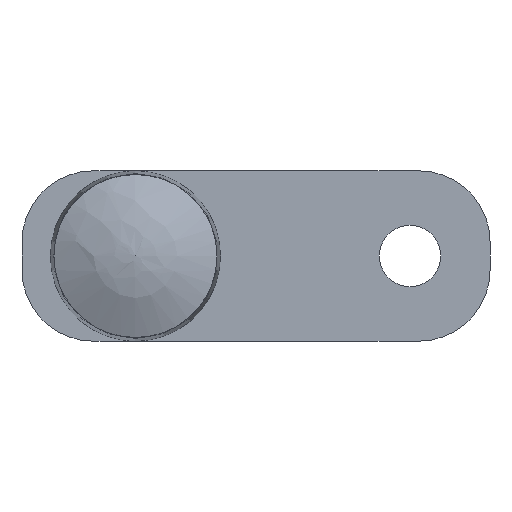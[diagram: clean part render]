
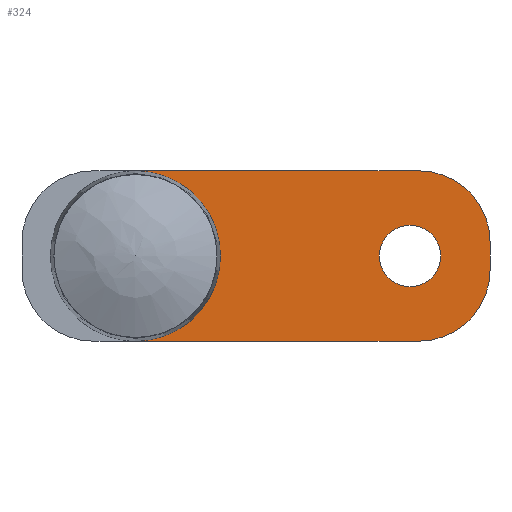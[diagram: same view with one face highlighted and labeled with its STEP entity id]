
A CAD part, front view. The second image highlights one B-rep face of the part: STEP entity #324.
In plain terms, the highlighted planar face has unit normal (0, -1, 0).
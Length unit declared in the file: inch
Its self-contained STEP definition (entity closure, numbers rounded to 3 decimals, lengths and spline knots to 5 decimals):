
#15=FACE_BOUND('',#106,.T.);
#19=PLANE('',#379);
#39=LINE('',#583,#62);
#40=LINE('',#585,#63);
#41=LINE('',#589,#64);
#62=VECTOR('',#453,0.2);
#63=VECTOR('',#454,0.2);
#64=VECTOR('',#457,0.02);
#87=FACE_OUTER_BOUND('',#105,.T.);
#105=EDGE_LOOP('',(#255,#256,#257,#258,#259,#260));
#106=EDGE_LOOP('',(#261,#262));
#127=CIRCLE('',#366,0.02165);
#128=CIRCLE('',#367,0.02165);
#134=CIRCLE('',#374,0.06);
#138=CIRCLE('',#380,0.05);
#139=CIRCLE('',#381,0.05);
#151=VERTEX_POINT('',#523);
#152=VERTEX_POINT('',#524);
#155=VERTEX_POINT('',#533);
#156=VERTEX_POINT('',#534);
#164=VERTEX_POINT('',#582);
#165=VERTEX_POINT('',#584);
#166=VERTEX_POINT('',#586);
#167=VERTEX_POINT('',#588);
#184=EDGE_CURVE('',#151,#152,#127,.T.);
#185=EDGE_CURVE('',#152,#151,#128,.T.);
#193=EDGE_CURVE('',#156,#155,#134,.T.);
#200=EDGE_CURVE('',#164,#155,#39,.T.);
#201=EDGE_CURVE('',#156,#165,#40,.T.);
#202=EDGE_CURVE('',#166,#165,#138,.T.);
#203=EDGE_CURVE('',#166,#167,#41,.T.);
#204=EDGE_CURVE('',#164,#167,#139,.T.);
#255=ORIENTED_EDGE('',*,*,#200,.T.);
#256=ORIENTED_EDGE('',*,*,#193,.F.);
#257=ORIENTED_EDGE('',*,*,#201,.T.);
#258=ORIENTED_EDGE('',*,*,#202,.F.);
#259=ORIENTED_EDGE('',*,*,#203,.T.);
#260=ORIENTED_EDGE('',*,*,#204,.F.);
#261=ORIENTED_EDGE('',*,*,#184,.T.);
#262=ORIENTED_EDGE('',*,*,#185,.T.);
#324=ADVANCED_FACE('',(#87,#15),#19,.F.);
#366=AXIS2_PLACEMENT_3D('',#525,#420,#421);
#367=AXIS2_PLACEMENT_3D('',#526,#422,#423);
#374=AXIS2_PLACEMENT_3D('',#541,#438,#439);
#379=AXIS2_PLACEMENT_3D('',#581,#451,#452);
#380=AXIS2_PLACEMENT_3D('',#587,#455,#456);
#381=AXIS2_PLACEMENT_3D('',#590,#458,#459);
#420=DIRECTION('center_axis',(0.,1.,0.));
#421=DIRECTION('ref_axis',(0.,0.,1.));
#422=DIRECTION('center_axis',(0.,1.,0.));
#423=DIRECTION('ref_axis',(0.,0.,1.));
#438=DIRECTION('center_axis',(0.,-1.,0.));
#439=DIRECTION('ref_axis',(0.,0.,1.));
#451=DIRECTION('center_axis',(0.,1.,0.));
#452=DIRECTION('ref_axis',(0.,0.,1.));
#453=DIRECTION('',(-1.,0.,0.));
#454=DIRECTION('',(1.,0.,0.));
#455=DIRECTION('center_axis',(0.,1.,0.));
#456=DIRECTION('ref_axis',(0.,0.,-1.));
#457=DIRECTION('',(0.,0.,1.));
#458=DIRECTION('center_axis',(0.,1.,0.));
#459=DIRECTION('ref_axis',(0.,0.,-1.));
#523=CARTESIAN_POINT('',(0.1086,0.,0.02165));
#524=CARTESIAN_POINT('',(0.1086,0.,-0.02165));
#525=CARTESIAN_POINT('Origin',(0.1086,0.,0.));
#526=CARTESIAN_POINT('Origin',(0.1086,0.,0.));
#533=CARTESIAN_POINT('',(-0.085,0.,0.06));
#534=CARTESIAN_POINT('',(-0.085,0.,-0.06));
#541=CARTESIAN_POINT('Origin',(-0.085,0.,0.));
#581=CARTESIAN_POINT('Origin',(-0.165,0.,0.06));
#582=CARTESIAN_POINT('',(0.115,0.,0.06));
#583=CARTESIAN_POINT('',(0.115,0.,0.06));
#584=CARTESIAN_POINT('',(0.115,0.,-0.06));
#585=CARTESIAN_POINT('',(-0.085,0.,-0.06));
#586=CARTESIAN_POINT('',(0.165,0.,-0.01));
#587=CARTESIAN_POINT('Origin',(0.115,0.,-0.01));
#588=CARTESIAN_POINT('',(0.165,0.,0.01));
#589=CARTESIAN_POINT('',(0.165,0.,-0.01));
#590=CARTESIAN_POINT('Origin',(0.115,0.,0.01));
